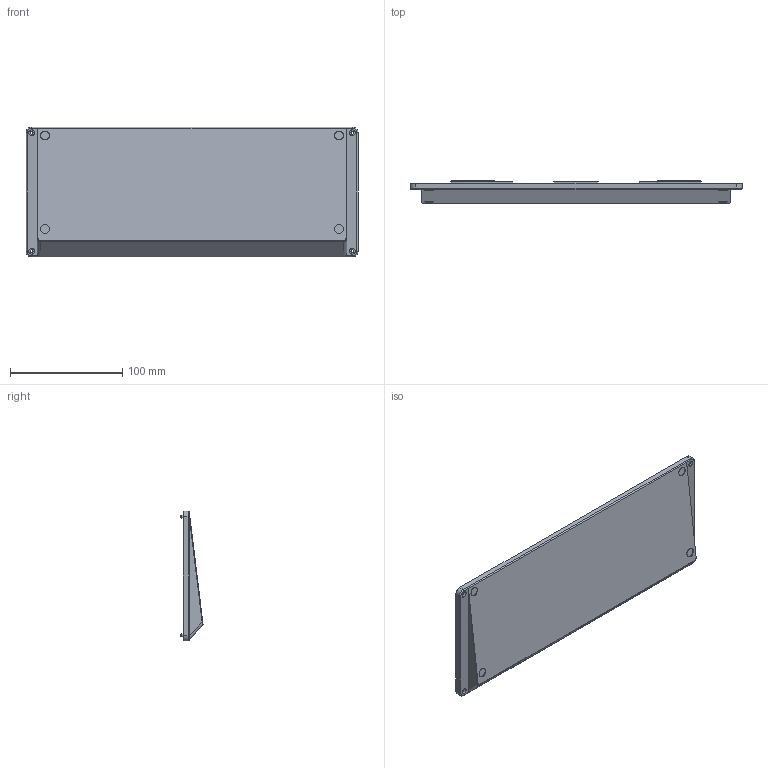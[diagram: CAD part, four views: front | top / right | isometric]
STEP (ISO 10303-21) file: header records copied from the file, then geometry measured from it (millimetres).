
FILE_DESCRIPTION(/* description */ (''),/* implementation_level */ '2;1');
FILE_NAME(/* name */ 'Bot (No weight).step',/* time_stamp */ '2022-08-24T18:54:28+02:00',/* author */ (''),/* organization */ (''),/* preprocessor_version */ 'ST-DEVELOPER v19',/* originating_system */ 'Autodesk Translation Framework v11.7.0.108',/* authorisation */ '');
FILE_SCHEMA (('AUTOMOTIVE_DESIGN { 1 0 10303 214 3 1 1 }'));
Length unit declared in the file: millimetre
Products named in the file (1): Bot (No weight)
Bounding box: 296.25 x 19.68 x 115.75 mm (x, y, z)
Volume: 296230.7 mm3; surface area: 78675.4 mm2
Topology: 1 solids, 1 shells, 113 faces, 258 edges, 160 vertices
Faces by surface type: plane 57, cylinder 38, cone 10, torus 4, bspline 4
Full cylindrical faces by diameter (mm): 2.5 x4, 5 x4, 8 x4
Entity records: 3288 total; most frequent: CARTESIAN_POINT 638, DIRECTION 560, ORIENTED_EDGE 516, EDGE_CURVE 258, AXIS2_PLACEMENT_3D 200, LINE 160, VECTOR 160, VERTEX_POINT 160
